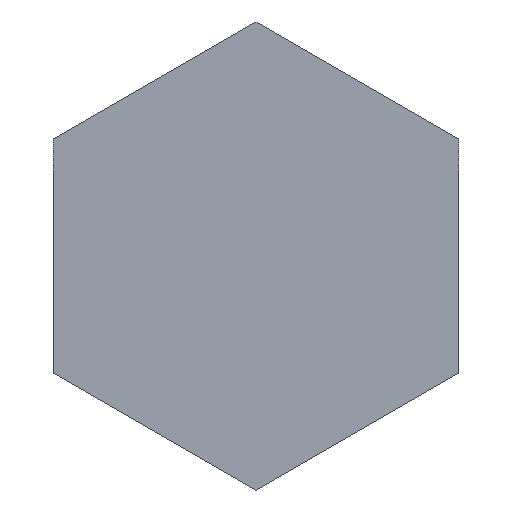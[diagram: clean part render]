
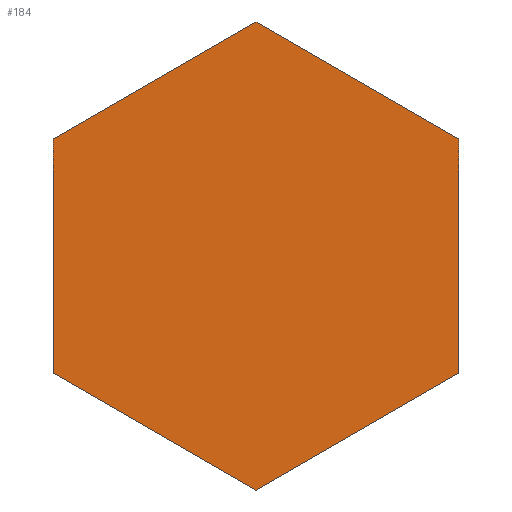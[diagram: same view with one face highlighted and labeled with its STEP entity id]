
A CAD part, left-side view. The second image highlights one B-rep face of the part: STEP entity #184.
In plain terms, the highlighted planar face has unit normal (-1, 0, 0).
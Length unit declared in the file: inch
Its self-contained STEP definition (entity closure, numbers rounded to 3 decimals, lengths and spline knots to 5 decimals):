
#9 = LINE ( 'NONE', #69, #10 ) ;
#10 = VECTOR ( 'NONE', #46, 39.37008 ) ;
#24 = VECTOR ( 'NONE', #169, 39.37008 ) ;
#26 = LINE ( 'NONE', #111, #123 ) ;
#27 = CARTESIAN_POINT ( 'NONE',  ( 0., 0., -0.28868 ) ) ;
#28 = DIRECTION ( 'NONE',  ( 0., 0., 1. ) ) ;
#31 = VECTOR ( 'NONE', #28, 39.37008 ) ;
#44 = ORIENTED_EDGE ( 'NONE', *, *, #110, .T. ) ;
#46 = DIRECTION ( 'NONE',  ( 0., 0.866, 0.5 ) ) ;
#50 = CARTESIAN_POINT ( 'NONE',  ( 0., 0., 0.28868 ) ) ;
#54 = CARTESIAN_POINT ( 'NONE',  ( 0., 0.25, -0.14434 ) ) ;
#55 = EDGE_CURVE ( 'NONE', #122, #64, #193, .T. ) ;
#63 = ORIENTED_EDGE ( 'NONE', *, *, #55, .T. ) ;
#64 = VERTEX_POINT ( 'NONE', #232 ) ;
#69 = CARTESIAN_POINT ( 'NONE',  ( 0., -0.25, 0.14434 ) ) ;
#71 = LINE ( 'NONE', #152, #31 ) ;
#74 = DIRECTION ( 'NONE',  ( 0., 0., 1. ) ) ;
#78 = FACE_OUTER_BOUND ( 'NONE', #224, .T. ) ;
#88 = VECTOR ( 'NONE', #240, 39.37008 ) ;
#98 = PLANE ( 'NONE',  #180 ) ;
#99 = EDGE_CURVE ( 'NONE', #103, #188, #26, .T. ) ;
#101 = EDGE_CURVE ( 'NONE', #167, #168, #9, .T. ) ;
#103 = VERTEX_POINT ( 'NONE', #151 ) ;
#109 = DIRECTION ( 'NONE',  ( 0., 0.866, -0.5 ) ) ;
#110 = EDGE_CURVE ( 'NONE', #168, #103, #131, .T. ) ;
#111 = CARTESIAN_POINT ( 'NONE',  ( 0., 0.25, 0.14434 ) ) ;
#117 = VECTOR ( 'NONE', #109, 39.37008 ) ;
#120 = CARTESIAN_POINT ( 'NONE',  ( 0., 0.25, -0.14434 ) ) ;
#122 = VERTEX_POINT ( 'NONE', #27 ) ;
#123 = VECTOR ( 'NONE', #230, 39.37008 ) ;
#127 = EDGE_CURVE ( 'NONE', #64, #167, #71, .T. ) ;
#131 = LINE ( 'NONE', #50, #117 ) ;
#137 = CARTESIAN_POINT ( 'NONE',  ( 0., -0.25, 0.14434 ) ) ;
#151 = CARTESIAN_POINT ( 'NONE',  ( 0., 0.25, 0.14434 ) ) ;
#152 = CARTESIAN_POINT ( 'NONE',  ( 0., -0.25, -0.14434 ) ) ;
#159 = LINE ( 'NONE', #120, #88 ) ;
#166 = ORIENTED_EDGE ( 'NONE', *, *, #101, .T. ) ;
#167 = VERTEX_POINT ( 'NONE', #137 ) ;
#168 = VERTEX_POINT ( 'NONE', #256 ) ;
#169 = DIRECTION ( 'NONE',  ( 0., -0.866, 0.5 ) ) ;
#173 = EDGE_CURVE ( 'NONE', #188, #122, #159, .T. ) ;
#180 = AXIS2_PLACEMENT_3D ( 'NONE', #252, #255, #74 ) ;
#184 = ADVANCED_FACE ( 'NONE', ( #78 ), #98, .T. ) ;
#188 = VERTEX_POINT ( 'NONE', #54 ) ;
#193 = LINE ( 'NONE', #216, #24 ) ;
#205 = ORIENTED_EDGE ( 'NONE', *, *, #173, .T. ) ;
#207 = ORIENTED_EDGE ( 'NONE', *, *, #99, .T. ) ;
#216 = CARTESIAN_POINT ( 'NONE',  ( 0., 0., -0.28868 ) ) ;
#224 = EDGE_LOOP ( 'NONE', ( #44, #207, #205, #63, #242, #166 ) ) ;
#230 = DIRECTION ( 'NONE',  ( 0., 0., -1. ) ) ;
#232 = CARTESIAN_POINT ( 'NONE',  ( 0., -0.25, -0.14434 ) ) ;
#240 = DIRECTION ( 'NONE',  ( 0., -0.866, -0.5 ) ) ;
#242 = ORIENTED_EDGE ( 'NONE', *, *, #127, .T. ) ;
#252 = CARTESIAN_POINT ( 'NONE',  ( 0., 0., 0. ) ) ;
#255 = DIRECTION ( 'NONE',  ( -1., 0., 0. ) ) ;
#256 = CARTESIAN_POINT ( 'NONE',  ( 0., 0., 0.28868 ) ) ;
